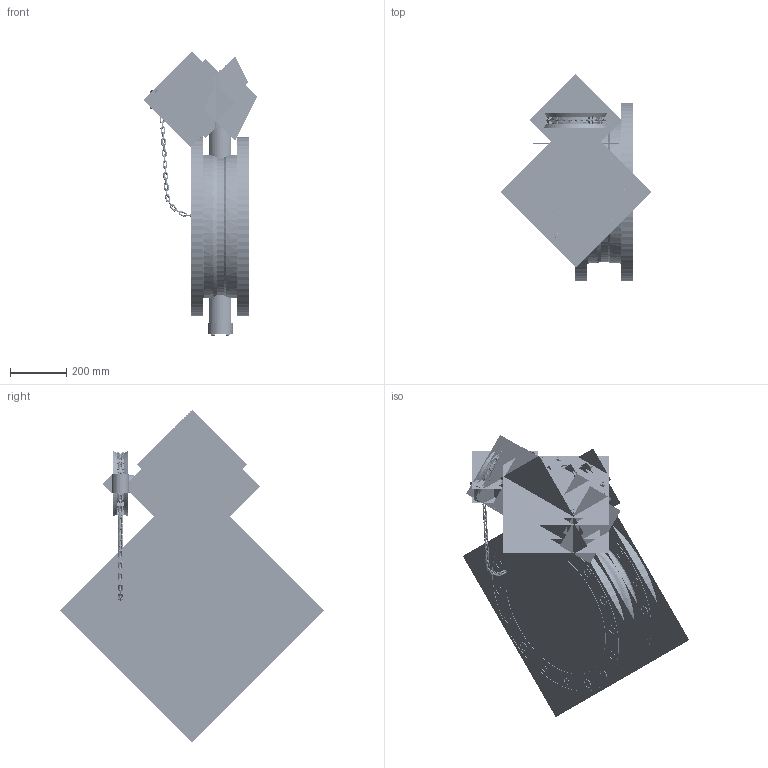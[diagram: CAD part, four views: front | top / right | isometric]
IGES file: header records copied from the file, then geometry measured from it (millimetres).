
Start section:  PTC IGES file: class_250ii_fl_x_fl-18-inch-cha_asm.igs
Global section: file name: class_250ii_fl_x_fl-18-inch-cha_asm.igs; native system: Creo Parametric by Parametric Technology Corporation; preprocessor: 2013050; author: HAPPY; organization: Unknown; date: 20161214.164939; units: inch
Bounding box: 534.49 x 934.11 x 1178.86 mm (x, y, z)
Volume: 37926321.9 mm3; surface area: 18197224.3 mm2
Topology: 52 solids, 52 shells, 6810 faces, 36872 edges, 47753 vertices
Faces by surface type: revolution 5298, bspline 1264, extrusion 248
